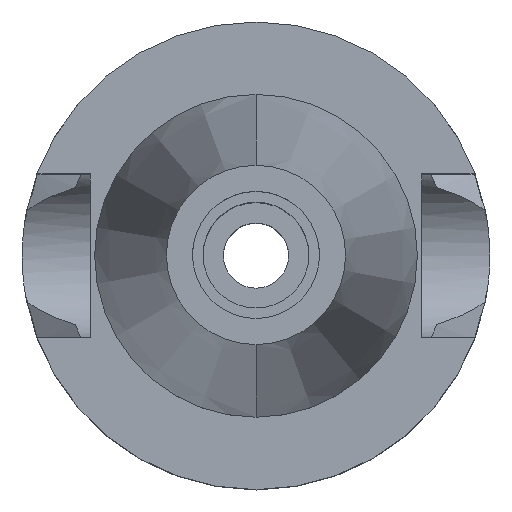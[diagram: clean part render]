
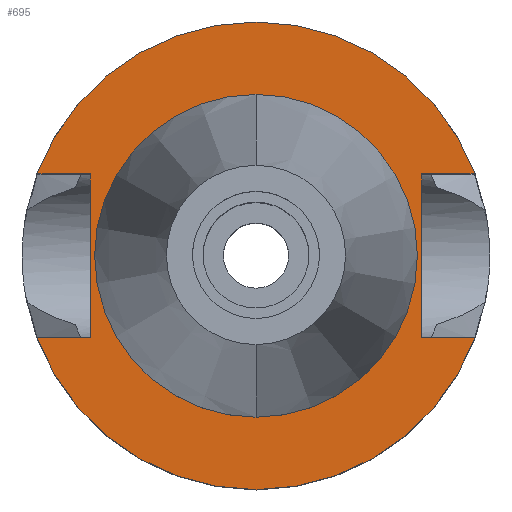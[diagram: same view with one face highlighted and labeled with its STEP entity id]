
A CAD part, top view. The second image highlights one B-rep face of the part: STEP entity #695.
In plain terms, the highlighted planar face has unit normal (0, 0, 1).
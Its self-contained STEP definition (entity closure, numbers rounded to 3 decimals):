
#34 = AXIS2_PLACEMENT_3D ( 'NONE', #1361, #2986, #2963 ) ;
#69 = ORIENTED_EDGE ( 'NONE', *, *, #2494, .F. ) ;
#80 = CIRCLE ( 'NONE', #876, 15.875 ) ;
#118 = VERTEX_POINT ( 'NONE', #635 ) ;
#170 = ORIENTED_EDGE ( 'NONE', *, *, #1373, .F. ) ;
#263 = CARTESIAN_POINT ( 'NONE',  ( 0., 0., -1. ) ) ;
#302 = DIRECTION ( 'NONE',  ( 0., -1., 0. ) ) ;
#343 = PLANE ( 'NONE',  #34 ) ;
#359 = ORIENTED_EDGE ( 'NONE', *, *, #1855, .F. ) ;
#378 = VECTOR ( 'NONE', #583, 1000. ) ;
#426 = CIRCLE ( 'NONE', #784, 23. ) ;
#457 = CARTESIAN_POINT ( 'NONE',  ( 0., -15.875, -1. ) ) ;
#514 = CARTESIAN_POINT ( 'NONE',  ( 0., 0., -1. ) ) ;
#583 = DIRECTION ( 'NONE',  ( -1., 0., 0. ) ) ;
#592 = CARTESIAN_POINT ( 'NONE',  ( 16.3, -8.05, -1. ) ) ;
#600 = ORIENTED_EDGE ( 'NONE', *, *, #812, .F. ) ;
#614 = CARTESIAN_POINT ( 'NONE',  ( 16.3, 8.05, -1. ) ) ;
#616 = AXIS2_PLACEMENT_3D ( 'NONE', #1903, #1834, #865 ) ;
#635 = CARTESIAN_POINT ( 'NONE',  ( -21.545, 8.05, -1. ) ) ;
#663 = CARTESIAN_POINT ( 'NONE',  ( 21.545, 8.05, -1. ) ) ;
#667 = CIRCLE ( 'NONE', #616, 23. ) ;
#695 = ADVANCED_FACE ( 'NONE', ( #1829, #2505 ), #343, .F. ) ;
#696 = ORIENTED_EDGE ( 'NONE', *, *, #982, .F. ) ;
#727 = EDGE_CURVE ( 'NONE', #2648, #892, #1577, .T. ) ;
#784 = AXIS2_PLACEMENT_3D ( 'NONE', #3056, #1423, #986 ) ;
#804 = CARTESIAN_POINT ( 'NONE',  ( 21.545, -8.05, -1. ) ) ;
#812 = EDGE_CURVE ( 'NONE', #2976, #1948, #1194, .T. ) ;
#825 = CARTESIAN_POINT ( 'NONE',  ( 0., 15.875, -1. ) ) ;
#865 = DIRECTION ( 'NONE',  ( 0., 1., 0. ) ) ;
#872 = VERTEX_POINT ( 'NONE', #1876 ) ;
#876 = AXIS2_PLACEMENT_3D ( 'NONE', #514, #2419, #302 ) ;
#892 = VERTEX_POINT ( 'NONE', #663 ) ;
#982 = EDGE_CURVE ( 'NONE', #1948, #2976, #80, .T. ) ;
#986 = DIRECTION ( 'NONE',  ( 0., -1., 0. ) ) ;
#1049 = VERTEX_POINT ( 'NONE', #804 ) ;
#1050 = DIRECTION ( 'NONE',  ( 0., -1., 0. ) ) ;
#1067 = EDGE_CURVE ( 'NONE', #3014, #1049, #1740, .T. ) ;
#1194 = CIRCLE ( 'NONE', #3064, 15.875 ) ;
#1195 = VECTOR ( 'NONE', #2275, 1000. ) ;
#1294 = LINE ( 'NONE', #2230, #2325 ) ;
#1361 = CARTESIAN_POINT ( 'NONE',  ( 0., 0., -1. ) ) ;
#1373 = EDGE_CURVE ( 'NONE', #2648, #3014, #1294, .T. ) ;
#1374 = DIRECTION ( 'NONE',  ( 1., 0., 0. ) ) ;
#1416 = ORIENTED_EDGE ( 'NONE', *, *, #1067, .F. ) ;
#1423 = DIRECTION ( 'NONE',  ( 0., 0., -1. ) ) ;
#1435 = CARTESIAN_POINT ( 'NONE',  ( -16.3, 8.05, -1. ) ) ;
#1437 = ORIENTED_EDGE ( 'NONE', *, *, #2076, .T. ) ;
#1463 = CARTESIAN_POINT ( 'NONE',  ( -16.3, -8.05, -1. ) ) ;
#1572 = CARTESIAN_POINT ( 'NONE',  ( -16.3, -8.05, -1. ) ) ;
#1577 = LINE ( 'NONE', #614, #2227 ) ;
#1582 = DIRECTION ( 'NONE',  ( -1., 0., 0. ) ) ;
#1583 = EDGE_CURVE ( 'NONE', #118, #892, #667, .T. ) ;
#1592 = VECTOR ( 'NONE', #1582, 1000. ) ;
#1631 = VERTEX_POINT ( 'NONE', #1435 ) ;
#1635 = ORIENTED_EDGE ( 'NONE', *, *, #3017, .F. ) ;
#1693 = ORIENTED_EDGE ( 'NONE', *, *, #727, .T. ) ;
#1740 = LINE ( 'NONE', #2220, #2805 ) ;
#1777 = LINE ( 'NONE', #2705, #378 ) ;
#1778 = DIRECTION ( 'NONE',  ( 1., 0., 0. ) ) ;
#1829 = FACE_OUTER_BOUND ( 'NONE', #2675, .T. ) ;
#1834 = DIRECTION ( 'NONE',  ( 0., 0., -1. ) ) ;
#1855 = EDGE_CURVE ( 'NONE', #1049, #872, #426, .T. ) ;
#1876 = CARTESIAN_POINT ( 'NONE',  ( -21.545, -8.05, -1. ) ) ;
#1891 = DIRECTION ( 'NONE',  ( 0., 0., 1. ) ) ;
#1903 = CARTESIAN_POINT ( 'NONE',  ( 0., 0., -1. ) ) ;
#1948 = VERTEX_POINT ( 'NONE', #457 ) ;
#2050 = LINE ( 'NONE', #2716, #1592 ) ;
#2070 = CARTESIAN_POINT ( 'NONE',  ( 16.3, 8.05, -1. ) ) ;
#2076 = EDGE_CURVE ( 'NONE', #2691, #872, #2050, .T. ) ;
#2220 = CARTESIAN_POINT ( 'NONE',  ( 16.3, -8.05, -1. ) ) ;
#2227 = VECTOR ( 'NONE', #1374, 1000. ) ;
#2230 = CARTESIAN_POINT ( 'NONE',  ( 16.3, 8.05, -1. ) ) ;
#2275 = DIRECTION ( 'NONE',  ( 0., 1., 0. ) ) ;
#2325 = VECTOR ( 'NONE', #1050, 1000. ) ;
#2419 = DIRECTION ( 'NONE',  ( 0., 0., 1. ) ) ;
#2494 = EDGE_CURVE ( 'NONE', #1631, #118, #1777, .T. ) ;
#2505 = FACE_BOUND ( 'NONE', #2529, .T. ) ;
#2514 = LINE ( 'NONE', #1572, #1195 ) ;
#2529 = EDGE_LOOP ( 'NONE', ( #600, #696 ) ) ;
#2648 = VERTEX_POINT ( 'NONE', #2070 ) ;
#2675 = EDGE_LOOP ( 'NONE', ( #1437, #359, #1416, #170, #1693, #3040, #69, #1635 ) ) ;
#2691 = VERTEX_POINT ( 'NONE', #1463 ) ;
#2705 = CARTESIAN_POINT ( 'NONE',  ( -16.3, 8.05, -1. ) ) ;
#2716 = CARTESIAN_POINT ( 'NONE',  ( -16.3, -8.05, -1. ) ) ;
#2805 = VECTOR ( 'NONE', #1778, 1000. ) ;
#2806 = DIRECTION ( 'NONE',  ( 0., 1., 0. ) ) ;
#2963 = DIRECTION ( 'NONE',  ( 0., -1., 0. ) ) ;
#2976 = VERTEX_POINT ( 'NONE', #825 ) ;
#2986 = DIRECTION ( 'NONE',  ( 0., 0., -1. ) ) ;
#3014 = VERTEX_POINT ( 'NONE', #592 ) ;
#3017 = EDGE_CURVE ( 'NONE', #2691, #1631, #2514, .T. ) ;
#3040 = ORIENTED_EDGE ( 'NONE', *, *, #1583, .F. ) ;
#3056 = CARTESIAN_POINT ( 'NONE',  ( 0., 0., -1. ) ) ;
#3064 = AXIS2_PLACEMENT_3D ( 'NONE', #263, #1891, #2806 ) ;
